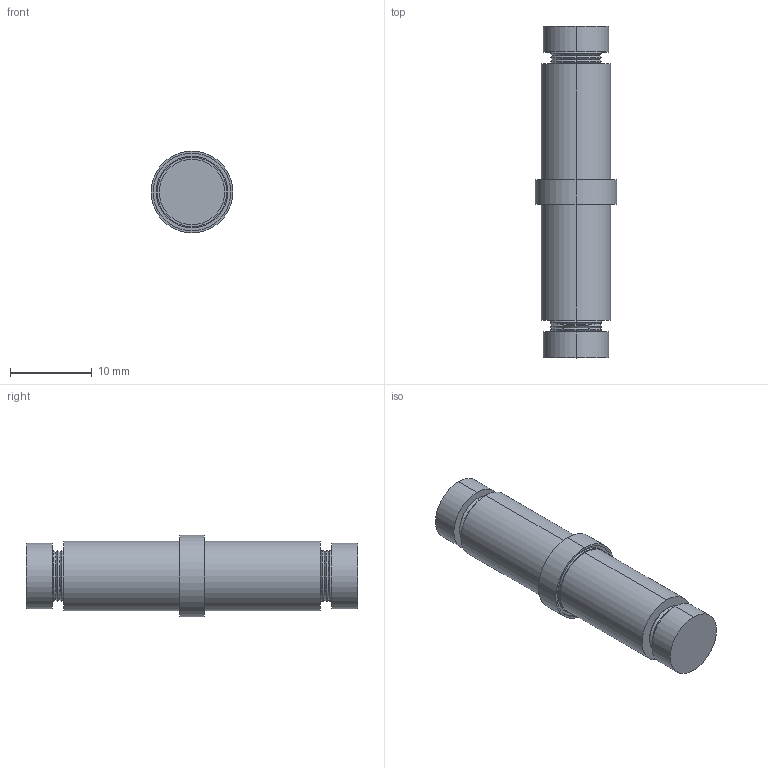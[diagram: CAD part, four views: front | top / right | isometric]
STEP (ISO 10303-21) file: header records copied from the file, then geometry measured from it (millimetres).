
FILE_DESCRIPTION (( 'STEP AP203' ), '1' );
FILE_NAME ('A14868-1-W.STEP', '2019-07-23T17:09:42', ( '' ), ( '' ), 'SwSTEP 2.0', 'SolidWorks 2019', '' );
FILE_SCHEMA (( 'CONFIG_CONTROL_DESIGN' ));
Length unit declared in the file: inch
Products named in the file (1): A14868-1-W
Bounding box: 10 x 40.6 x 10 mm (x, y, z)
Volume: 2245.9 mm3; surface area: 1354.7 mm2
Topology: 1 solids, 1 shells, 48 faces, 94 edges, 56 vertices
Faces by surface type: cone 24, cylinder 14, plane 10
Entity records: 1313 total; most frequent: DIRECTION 248, CARTESIAN_POINT 199, ORIENTED_EDGE 188, AXIS2_PLACEMENT_3D 105, EDGE_CURVE 94, CIRCLE 56, VERTEX_POINT 56, EDGE_LOOP 56
